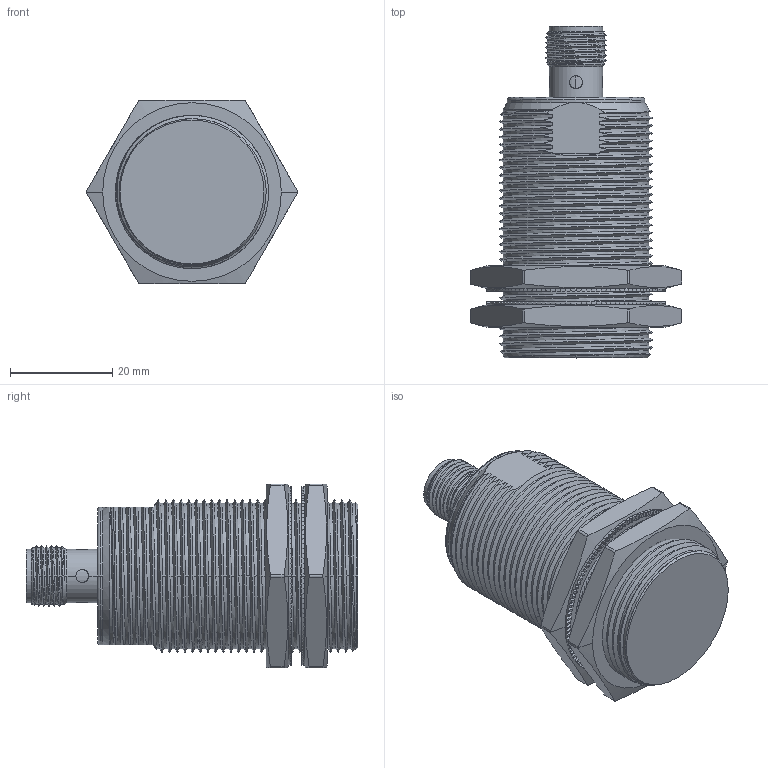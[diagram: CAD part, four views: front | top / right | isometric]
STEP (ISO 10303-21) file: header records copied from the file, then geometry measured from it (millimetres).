
FILE_DESCRIPTION(/* description */ (''),/* implementation_level */ '2;1');
FILE_NAME(/* name */ 'ELCO_Fi15-G30-CD6L-Q12.stp',/* time_stamp */ '2025-12-18T08:52:01+08:00',/* author */ (''),/* organization */ (''),/* preprocessor_version */ 'ST-DEVELOPER v16',/* originating_system */ 'SIEMENS PLM Software NX 10.0',/* authorisation */ '');
FILE_SCHEMA (('AUTOMOTIVE_DESIGN { 1 0 10303 214 3 1 1 1 }'));
Products named in the file (1): Admi0CD878D6fwws
Bounding box: 41.41 x 65 x 36 mm (x, y, z)
Volume: 37112.1 mm3; surface area: 15141.6 mm2
Topology: 3 solids, 5 shells, 1057 faces, 3032 edges, 2004 vertices
Faces by surface type: plane 745, cylinder 212, bspline 57, cone 35, torus 6, sphere 2
Full cylindrical faces by diameter (mm): 10.5 x1
Entity records: 49270 total; most frequent: CARTESIAN_POINT 23466, ORIENTED_EDGE 6054, DIRECTION 4495, EDGE_CURVE 3027, VERTEX_POINT 2002, AXIS2_PLACEMENT_3D 1732, B_SPLINE_CURVE_WITH_KNOTS 1265, EDGE_LOOP 1093
